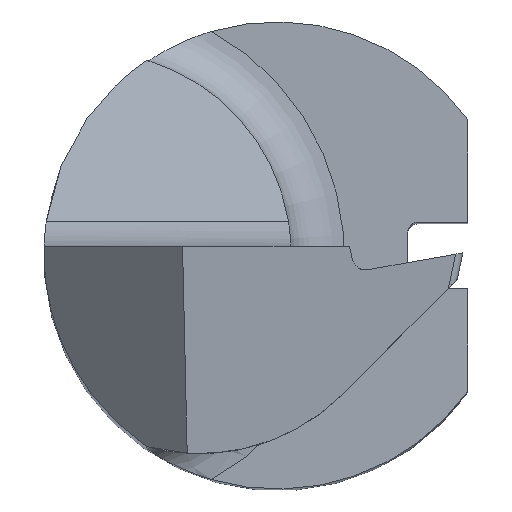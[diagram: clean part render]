
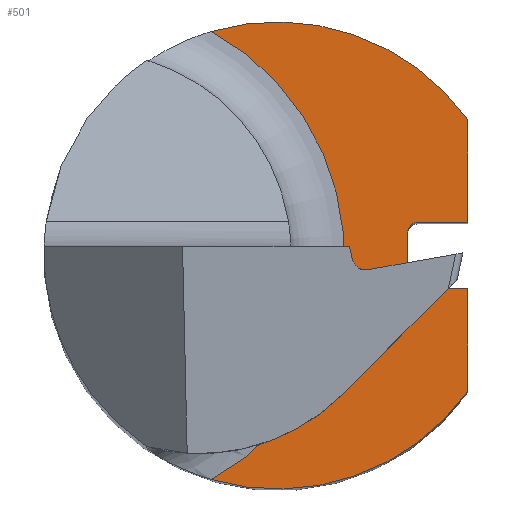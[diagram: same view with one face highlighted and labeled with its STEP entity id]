
A CAD part, top view. The second image highlights one B-rep face of the part: STEP entity #501.
In plain terms, the highlighted planar face has unit normal (0, 0, 1).
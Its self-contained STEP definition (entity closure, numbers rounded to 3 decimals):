
#17 = FACE_OUTER_BOUND ( 'NONE', #639, .T. ) ;
#51 = EDGE_CURVE ( 'NONE', #857, #83, #348, .T. ) ;
#57 = DIRECTION ( 'NONE',  ( 0., 0., 1. ) ) ;
#60 = PLANE ( 'NONE',  #455 ) ;
#65 = VECTOR ( 'NONE', #559, 1000. ) ;
#79 = EDGE_CURVE ( 'NONE', #560, #368, #364, .T. ) ;
#83 = VERTEX_POINT ( 'NONE', #461 ) ;
#120 = VECTOR ( 'NONE', #1001, 1000. ) ;
#132 = CARTESIAN_POINT ( 'NONE',  ( -0.99, -3.357, 15. ) ) ;
#137 = CIRCLE ( 'NONE', #409, 0.15 ) ;
#175 = DIRECTION ( 'NONE',  ( 1., 0., 0. ) ) ;
#178 = EDGE_CURVE ( 'NONE', #926, #857, #137, .T. ) ;
#197 = AXIS2_PLACEMENT_3D ( 'NONE', #474, #801, #552 ) ;
#214 = VECTOR ( 'NONE', #175, 1000. ) ;
#224 = EDGE_CURVE ( 'NONE', #560, #802, #249, .T. ) ;
#237 = VERTEX_POINT ( 'NONE', #815 ) ;
#249 = LINE ( 'NONE', #566, #214 ) ;
#285 = CARTESIAN_POINT ( 'NONE',  ( 2.85, -2.032, 15. ) ) ;
#292 = CARTESIAN_POINT ( 'NONE',  ( 1.95, -0.35, 15. ) ) ;
#311 = AXIS2_PLACEMENT_3D ( 'NONE', #770, #57, #919 ) ;
#313 = VERTEX_POINT ( 'NONE', #909 ) ;
#314 = LINE ( 'NONE', #731, #65 ) ;
#348 = LINE ( 'NONE', #959, #595 ) ;
#359 = CARTESIAN_POINT ( 'NONE',  ( 2.85, -0.5, 15. ) ) ;
#364 = CIRCLE ( 'NONE', #197, 0.15 ) ;
#368 = VERTEX_POINT ( 'NONE', #292 ) ;
#369 = DIRECTION ( 'NONE',  ( 0., 0., -1. ) ) ;
#373 = EDGE_CURVE ( 'NONE', #237, #313, #944, .T. ) ;
#390 = ORIENTED_EDGE ( 'NONE', *, *, #79, .T. ) ;
#409 = AXIS2_PLACEMENT_3D ( 'NONE', #589, #420, #904 ) ;
#420 = DIRECTION ( 'NONE',  ( 0., 0., -1. ) ) ;
#423 = CARTESIAN_POINT ( 'NONE',  ( -2.827, 0., 15. ) ) ;
#439 = CARTESIAN_POINT ( 'NONE',  ( 1.95, 0.5, 15. ) ) ;
#455 = AXIS2_PLACEMENT_3D ( 'NONE', #653, #737, #664 ) ;
#461 = CARTESIAN_POINT ( 'NONE',  ( 2.85, 0.5, 15. ) ) ;
#474 = CARTESIAN_POINT ( 'NONE',  ( 2.1, -0.35, 15. ) ) ;
#475 = ORIENTED_EDGE ( 'NONE', *, *, #373, .T. ) ;
#496 = DIRECTION ( 'NONE',  ( 0., 0., 1. ) ) ;
#500 = CARTESIAN_POINT ( 'NONE',  ( 2.1, 0.5, 15. ) ) ;
#501 = ADVANCED_FACE ( 'NONE', ( #17 ), #60, .T. ) ;
#504 = DIRECTION ( 'NONE',  ( 0., -1., 0. ) ) ;
#528 = AXIS2_PLACEMENT_3D ( 'NONE', #642, #496, #827 ) ;
#530 = ORIENTED_EDGE ( 'NONE', *, *, #1032, .T. ) ;
#552 = DIRECTION ( 'NONE',  ( 1., 0., 0. ) ) ;
#557 = ORIENTED_EDGE ( 'NONE', *, *, #224, .F. ) ;
#559 = DIRECTION ( 'NONE',  ( 0., 1., 0. ) ) ;
#560 = VERTEX_POINT ( 'NONE', #621 ) ;
#566 = CARTESIAN_POINT ( 'NONE',  ( 64.45, -0.5, 15. ) ) ;
#568 = ORIENTED_EDGE ( 'NONE', *, *, #914, .T. ) ;
#589 = CARTESIAN_POINT ( 'NONE',  ( 2.1, 0.35, 15. ) ) ;
#591 = LINE ( 'NONE', #439, #983 ) ;
#595 = VECTOR ( 'NONE', #658, 1000. ) ;
#621 = CARTESIAN_POINT ( 'NONE',  ( 2.1, -0.5, 15. ) ) ;
#639 = EDGE_LOOP ( 'NONE', ( #475, #568, #720, #530, #557, #390, #1016, #884, #1012, #1002 ) ) ;
#642 = CARTESIAN_POINT ( 'NONE',  ( 0., 0., 15. ) ) ;
#653 = CARTESIAN_POINT ( 'NONE',  ( -0.325, -0.054, 15. ) ) ;
#658 = DIRECTION ( 'NONE',  ( 1., 0., 0. ) ) ;
#664 = DIRECTION ( 'NONE',  ( 1., 0., 0. ) ) ;
#667 = CIRCLE ( 'NONE', #1031, 3.827 ) ;
#680 = CARTESIAN_POINT ( 'NONE',  ( 2.85, 2.032, 15. ) ) ;
#693 = DIRECTION ( 'NONE',  ( 1., 0., 0. ) ) ;
#720 = ORIENTED_EDGE ( 'NONE', *, *, #769, .T. ) ;
#731 = CARTESIAN_POINT ( 'NONE',  ( 2.85, 2.032, 15. ) ) ;
#737 = DIRECTION ( 'NONE',  ( 0., 0., 1. ) ) ;
#769 = EDGE_CURVE ( 'NONE', #889, #879, #795, .T. ) ;
#770 = CARTESIAN_POINT ( 'NONE',  ( 0., 0., 15. ) ) ;
#795 = CIRCLE ( 'NONE', #528, 3.5 ) ;
#801 = DIRECTION ( 'NONE',  ( 0., 0., -1. ) ) ;
#802 = VERTEX_POINT ( 'NONE', #359 ) ;
#815 = CARTESIAN_POINT ( 'NONE',  ( 2.85, 2.032, 15. ) ) ;
#827 = DIRECTION ( 'NONE',  ( 1., 0., 0. ) ) ;
#851 = EDGE_CURVE ( 'NONE', #926, #368, #591, .T. ) ;
#857 = VERTEX_POINT ( 'NONE', #500 ) ;
#858 = EDGE_CURVE ( 'NONE', #83, #237, #905, .T. ) ;
#879 = VERTEX_POINT ( 'NONE', #285 ) ;
#884 = ORIENTED_EDGE ( 'NONE', *, *, #178, .T. ) ;
#889 = VERTEX_POINT ( 'NONE', #132 ) ;
#904 = DIRECTION ( 'NONE',  ( 1., 0., 0. ) ) ;
#905 = LINE ( 'NONE', #680, #120 ) ;
#909 = CARTESIAN_POINT ( 'NONE',  ( -0.99, 3.357, 15. ) ) ;
#914 = EDGE_CURVE ( 'NONE', #313, #889, #667, .T. ) ;
#919 = DIRECTION ( 'NONE',  ( 1., 0., 0. ) ) ;
#926 = VERTEX_POINT ( 'NONE', #1011 ) ;
#944 = CIRCLE ( 'NONE', #311, 3.5 ) ;
#959 = CARTESIAN_POINT ( 'NONE',  ( 64.45, 0.5, 15. ) ) ;
#983 = VECTOR ( 'NONE', #504, 1000. ) ;
#1001 = DIRECTION ( 'NONE',  ( 0., 1., 0. ) ) ;
#1002 = ORIENTED_EDGE ( 'NONE', *, *, #858, .T. ) ;
#1011 = CARTESIAN_POINT ( 'NONE',  ( 1.95, 0.35, 15. ) ) ;
#1012 = ORIENTED_EDGE ( 'NONE', *, *, #51, .T. ) ;
#1016 = ORIENTED_EDGE ( 'NONE', *, *, #851, .F. ) ;
#1031 = AXIS2_PLACEMENT_3D ( 'NONE', #423, #369, #693 ) ;
#1032 = EDGE_CURVE ( 'NONE', #879, #802, #314, .T. ) ;
